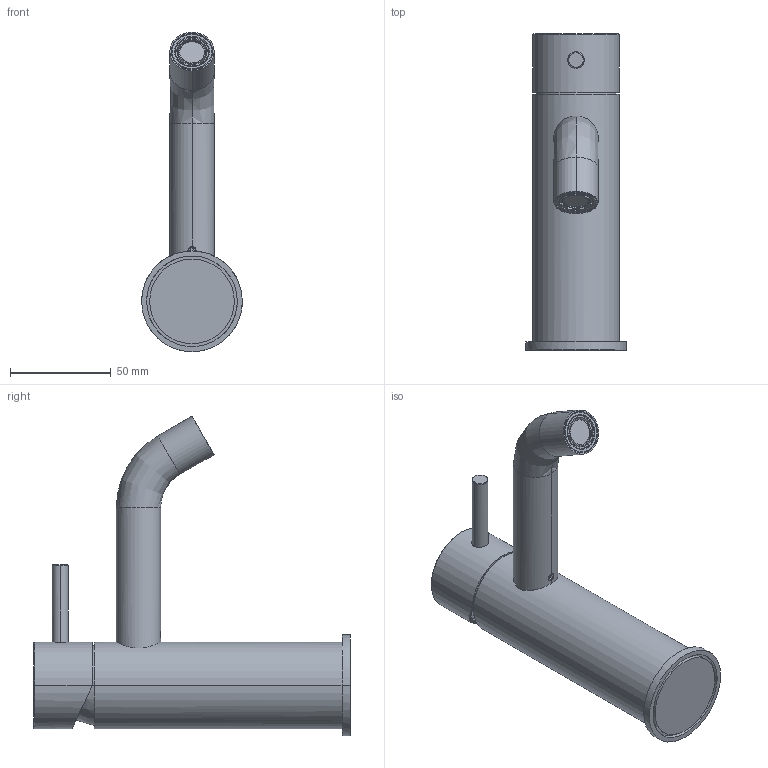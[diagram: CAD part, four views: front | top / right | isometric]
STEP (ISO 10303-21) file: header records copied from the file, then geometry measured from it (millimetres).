
FILE_DESCRIPTION(('CATIA V5 STEP Exchange'),'2;1');
FILE_NAME('XI000544.stp','2020-01-30T12:50:44+00:00',('none'),('none'),'Version 5-6 Release 2013','CATIA V5 STEP AP203','none');
FILE_SCHEMA(('CONFIG_CONTROL_DESIGN'));
Length unit declared in the file: millimetre
Products named in the file (1): 1201_ASM
Bounding box: 50 x 156.9 x 158.52 mm (x, y, z)
Volume: 223151.4 mm3; surface area: 57561.4 mm2
Topology: 4 solids, 19 shells, 292 faces, 702 edges, 452 vertices
Faces by surface type: cylinder 123, plane 111, revolution 58
Entity records: 10773 total; most frequent: CARTESIAN_POINT 4251, ORIENTED_EDGE 1344, DIRECTION 1084, EDGE_CURVE 700, AXIS2_PLACEMENT_3D 508, VERTEX_POINT 451, EDGE_LOOP 331, ADVANCED_FACE 292
